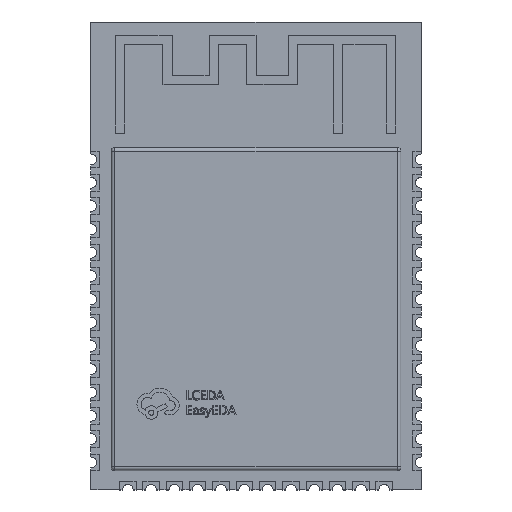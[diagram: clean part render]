
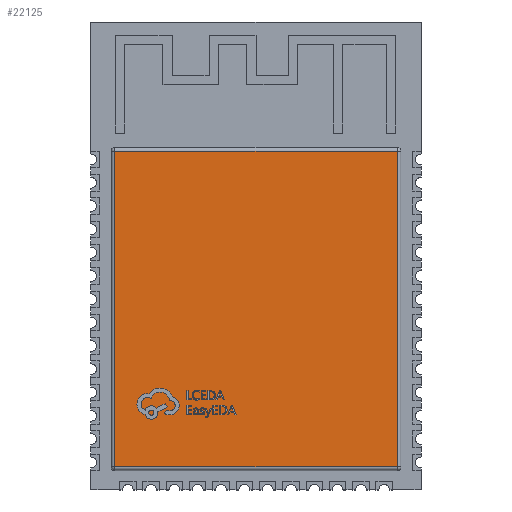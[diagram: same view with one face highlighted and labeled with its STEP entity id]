
A CAD part, top view. The second image highlights one B-rep face of the part: STEP entity #22125.
In plain terms, the highlighted planar face has unit normal (0, 0, 1).
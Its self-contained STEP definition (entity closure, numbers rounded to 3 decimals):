
#991 = CARTESIAN_POINT ( 'NONE',  ( 0., -11.5, 3.1 ) ) ;
#2616 = CARTESIAN_POINT ( 'NONE',  ( 0., 0., 3.1 ) ) ;
#2851 = VERTEX_POINT ( 'NONE', #39878 ) ;
#3394 = CARTESIAN_POINT ( 'NONE',  ( 7.7, 0., 3.1 ) ) ;
#5705 = VERTEX_POINT ( 'NONE', #9172 ) ;
#7511 = VERTEX_POINT ( 'NONE', #25185 ) ;
#7918 = DIRECTION ( 'NONE',  ( 1., 0., 0. ) ) ;
#8878 = EDGE_CURVE ( 'NONE', #32444, #2851, #38617, .T. ) ;
#9163 = EDGE_CURVE ( 'NONE', #2851, #7511, #22488, .T. ) ;
#9172 = CARTESIAN_POINT ( 'NONE',  ( -7.7, -11.5, 3.1 ) ) ;
#9686 = AXIS2_PLACEMENT_3D ( 'NONE', #2616, #25547, #31909 ) ;
#12011 = EDGE_CURVE ( 'NONE', #7511, #5705, #33733, .T. ) ;
#16405 = ORIENTED_EDGE ( 'NONE', *, *, #26481, .T. ) ;
#17603 = CARTESIAN_POINT ( 'NONE',  ( -7.7, 0., 3.1 ) ) ;
#17902 = PLANE ( 'NONE',  #9686 ) ;
#18338 = VECTOR ( 'NONE', #38401, 1000. ) ;
#19209 = ORIENTED_EDGE ( 'NONE', *, *, #9163, .T. ) ;
#19255 = DIRECTION ( 'NONE',  ( -1., 0., 0. ) ) ;
#19258 = CARTESIAN_POINT ( 'NONE',  ( 7.7, -11.5, 3.1 ) ) ;
#22125 = ADVANCED_FACE ( 'NONE', ( #24076 ), #17902, .F. ) ;
#22488 = LINE ( 'NONE', #35416, #37347 ) ;
#24076 = FACE_OUTER_BOUND ( 'NONE', #28845, .T. ) ;
#25185 = CARTESIAN_POINT ( 'NONE',  ( -7.7, 5.7, 3.1 ) ) ;
#25547 = DIRECTION ( 'NONE',  ( 0., 0., -1. ) ) ;
#26000 = ORIENTED_EDGE ( 'NONE', *, *, #8878, .T. ) ;
#26481 = EDGE_CURVE ( 'NONE', #5705, #32444, #33657, .T. ) ;
#28845 = EDGE_LOOP ( 'NONE', ( #34725, #16405, #26000, #19209 ) ) ;
#30533 = DIRECTION ( 'NONE',  ( 0., -1., 0. ) ) ;
#31909 = DIRECTION ( 'NONE',  ( -1., 0., 0. ) ) ;
#32444 = VERTEX_POINT ( 'NONE', #19258 ) ;
#33657 = LINE ( 'NONE', #991, #39802 ) ;
#33733 = LINE ( 'NONE', #17603, #37543 ) ;
#34725 = ORIENTED_EDGE ( 'NONE', *, *, #12011, .T. ) ;
#35416 = CARTESIAN_POINT ( 'NONE',  ( 0., 5.7, 3.1 ) ) ;
#37347 = VECTOR ( 'NONE', #19255, 1000. ) ;
#37543 = VECTOR ( 'NONE', #30533, 1000. ) ;
#38401 = DIRECTION ( 'NONE',  ( 0., 1., 0. ) ) ;
#38617 = LINE ( 'NONE', #3394, #18338 ) ;
#39802 = VECTOR ( 'NONE', #7918, 1000. ) ;
#39878 = CARTESIAN_POINT ( 'NONE',  ( 7.7, 5.7, 3.1 ) ) ;
